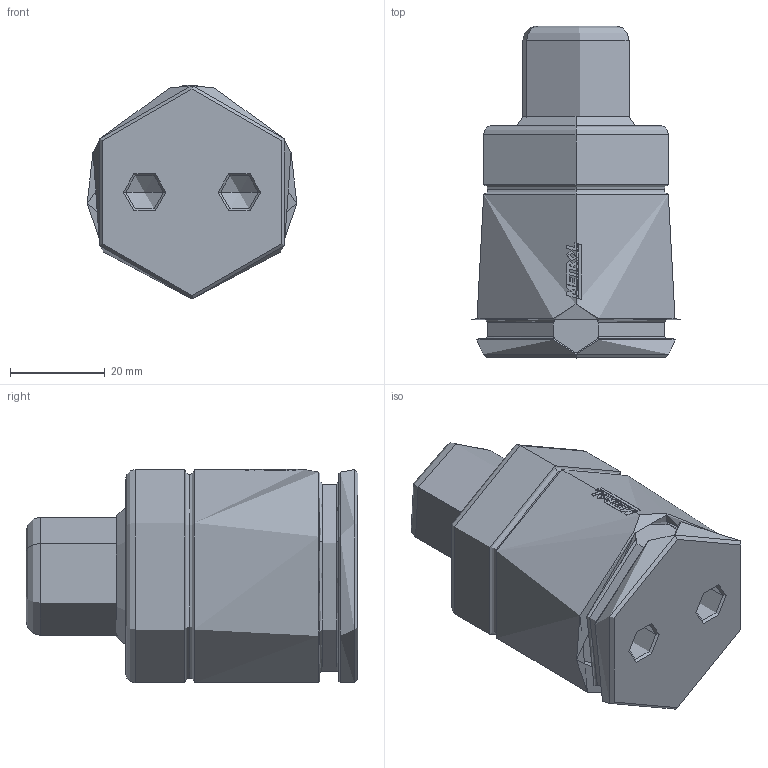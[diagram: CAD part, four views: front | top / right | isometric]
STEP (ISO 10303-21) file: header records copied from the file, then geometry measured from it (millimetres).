
FILE_DESCRIPTION (( 'STEP AP214' ), '1' );
FILE_NAME ('EX0750-019.STEP', '2019-04-01T09:05:49', ( 'Metrol Springs' ), ( 'Hewlett-Packard Company' ), 'SwSTEP 2.0', 'SolidWorks 2017', '' );
FILE_SCHEMA (( 'AUTOMOTIVE_DESIGN' ));
Length unit declared in the file: millimetre
Products named in the file (3): EX-0750 Piston_EX-750-019; EX-0750 Body_EX-750-019; EX0750-019
Assembly tree (2 placements, depth 2):
  EX0750-019
    EX-0750 Body_EX-750-019
    EX-0750 Piston_EX-750-019
Bounding box: 44.26 x 70 x 45.1 mm (x, y, z)
Volume: 65284.1 mm3; surface area: 21204.4 mm2
Topology: 7 solids, 7 shells, 154 faces, 364 edges, 229 vertices
Faces by surface type: cylinder 43, bspline 42, plane 34, cone 19, torus 16
Entity records: 6057 total; most frequent: CARTESIAN_POINT 2575, ORIENTED_EDGE 716, DIRECTION 580, EDGE_CURVE 358, VERTEX_POINT 229, AXIS2_PLACEMENT_3D 223, EDGE_LOOP 169, ADVANCED_FACE 154
